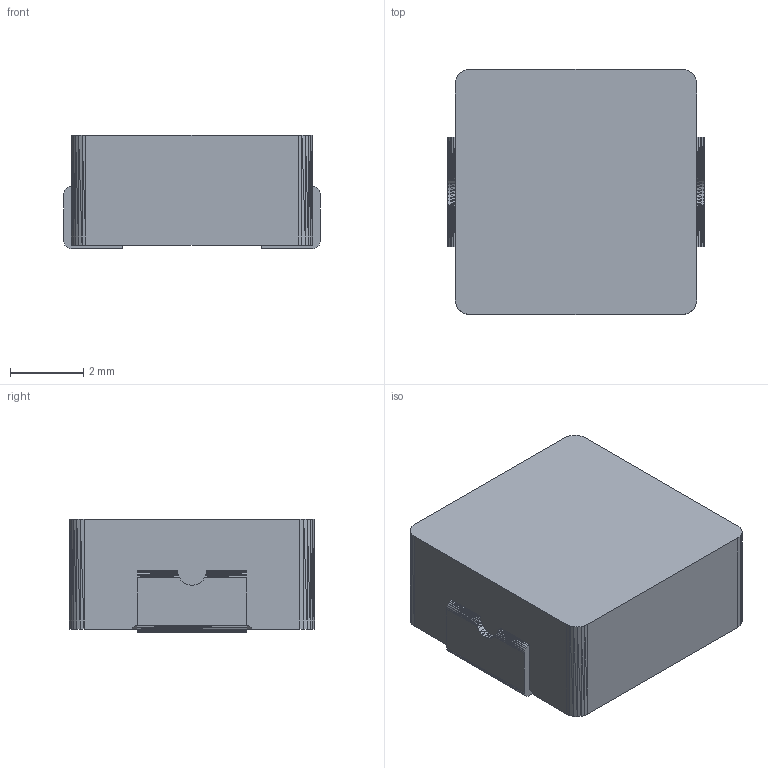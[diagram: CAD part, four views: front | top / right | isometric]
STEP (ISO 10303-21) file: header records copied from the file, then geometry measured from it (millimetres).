
FILE_DESCRIPTION(/* description */ (''),/* implementation_level */ '2;1');
FILE_NAME(/* name */ 'SLO0630H.step',/* time_stamp */ '2023-05-21T17:48:34+02:00',/* author */ (''),/* organization */ (''),/* preprocessor_version */ 'ST-DEVELOPER v19.2',/* originating_system */ 'Autodesk Translation Framework v12.4.0.73',/* authorisation */ '');
FILE_SCHEMA (('AUTOMOTIVE_DESIGN { 1 0 10303 214 3 1 1 }'));
Length unit declared in the file: millimetre
Products named in the file (1): (Unsaved)
Bounding box: 7 x 6.7 x 3.1 mm (x, y, z)
Volume: 134.7 mm3; surface area: 172.2 mm2
Topology: 1 solids, 1 shells, 250 faces, 480 edges, 232 vertices
Faces by surface type: plane 250
Entity records: 6069 total; most frequent: DIRECTION 982, CARTESIAN_POINT 963, ORIENTED_EDGE 960, LINE 480, VECTOR 480, EDGE_CURVE 480, AXIS2_PLACEMENT_3D 251, FACE_OUTER_BOUND 250
